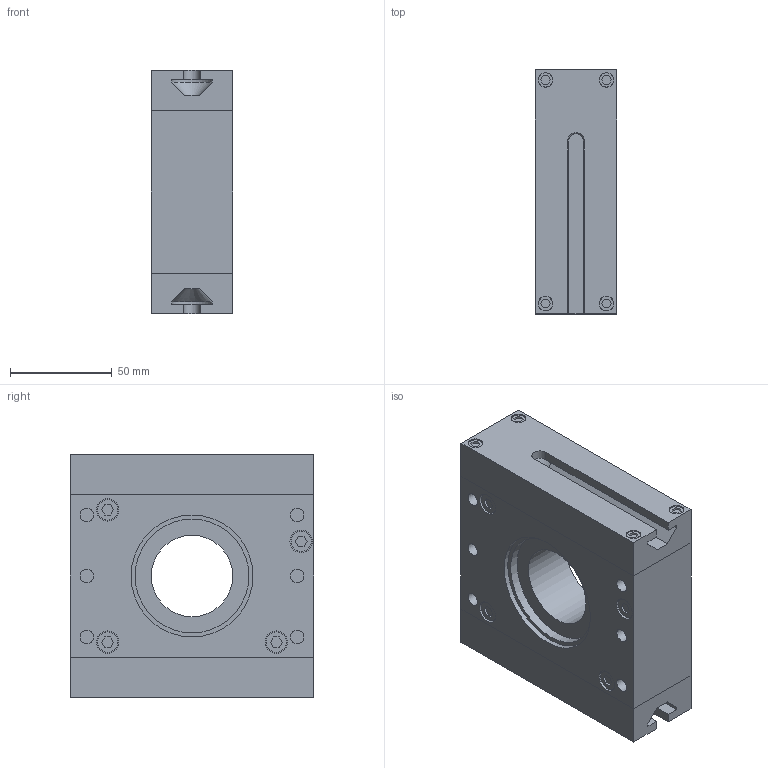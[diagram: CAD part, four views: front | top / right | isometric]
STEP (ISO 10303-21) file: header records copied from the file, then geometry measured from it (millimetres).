
FILE_DESCRIPTION((''),'2;1');
FILE_NAME('SL0690S.ipt.step','2007-09-10T15:14:23',(''),(''),'Autodesk Inventor 11','Autodesk Inventor 11','');
FILE_SCHEMA(('AUTOMOTIVE_DESIGN { 1 0 10303 214 1 1 1 1 }'));
Length unit declared in the file: millimetre
Products named in the file (1): SL0690S
Bounding box: 40 x 120 x 120 mm (x, y, z)
Volume: 469274.2 mm3; surface area: 65318.2 mm2
Topology: 1 solids, 1 shells, 233 faces, 509 edges, 334 vertices
Faces by surface type: plane 120, bspline 87, cylinder 25, cone 1
Full cylindrical faces by diameter (mm): 7 x4, 7.2 x4, 10 x4, 11 x4, 40 x1, 56 x2, 60 x2
Entity records: 6472 total; most frequent: CARTESIAN_POINT 1671, ORIENTED_EDGE 928, DIRECTION 862, EDGE_CURVE 464, VECTOR 360, LINE 360, EDGE_LOOP 336, VERTEX_POINT 334
